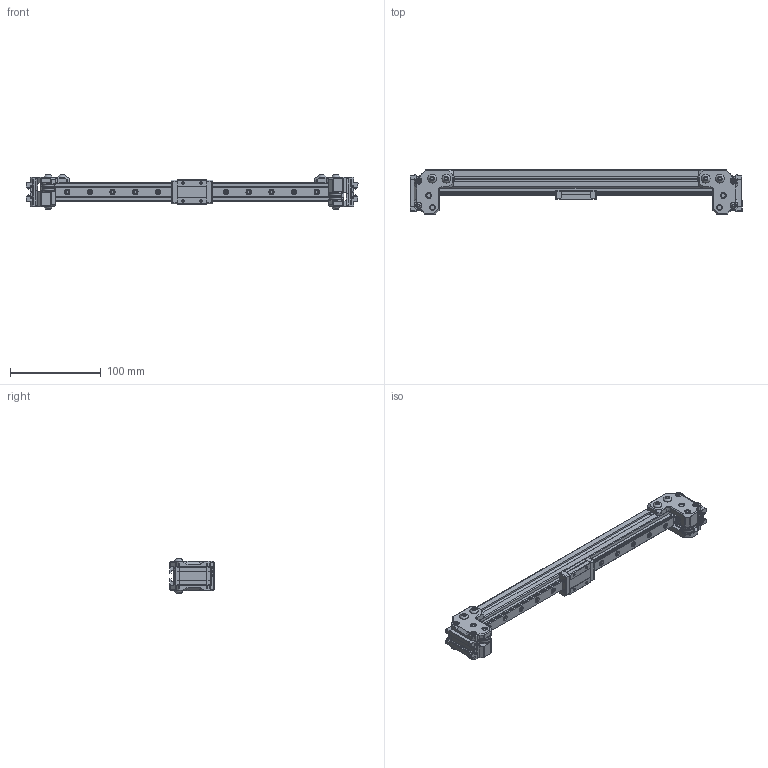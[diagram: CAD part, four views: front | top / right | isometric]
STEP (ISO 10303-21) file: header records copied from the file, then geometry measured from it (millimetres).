
FILE_DESCRIPTION(/* description */ ('','CAx-IF Rec.Pracs.---Representation and Presentation of Product Manufacturing Information (PMI)---4.0---2014-10-13'),/* implementation_level */ '2;1');
FILE_NAME(/* name */ '_1_Printed_6mm_2WD_X_axis.step',/* time_stamp */ '2025-01-28T16:46:35+01:00',/* author */ (''),/* organization */ (''),/* preprocessor_version */ 'ST-DEVELOPER v20',/* originating_system */ 'Autodesk Translation Framework v13.20.0.188',/* authorisation */ '');
FILE_SCHEMA (('AP242_MANAGED_MODEL_BASED_3D_ENGINEERING_MIM_LF { 1 0 10303 442 1 1 4 }'));
Products named in the file (30): _1_Printed_6mm_2WD_X_axis; _Printed_6mm_2WD_right_XY_joint; _Printed_6mm_2WD_XY_joint_motion; _GT2_20T_6mm_pulley_de-hubbed; Printed_6mm_2WD_XY_joint_right_a; Printed_6mm_2WD_XY_joint_right_b; _Printed_6mm_right_XY_joint_hardware; _Printed_6mm_2WD_left_XY_joint; Printed_6mm_2WD_XY_joint_left_a; Printed_6mm_2WD_XY_joint_left_b; _Printed_6mm_2WD_XY_joint_motion_1; Shim 1mm; _GT2_20T_6mm_pulley_de-hubbed_1; GT2 20T 6mm pulley de-hubbed; M4x2.5 set screw; Printed_spacer; _MGN9H; Shim 0.5mm; F695 flanged bearing; D5x30 smooth pin; _Printed_6mm_left_XY_joint_hardware; M5x10 BHCS; M3x30 BHCS; M3x6 BHCS; M3xD5x4 threaded insert; _HFSB5-2020-330; M5 2020 drop-in T-nut; _MGN12 rail - 300mm; _M3x8 SHCS; _MGN12H
Assembly tree (85 placements, depth 5):
  _1_Printed_6mm_2WD_X_axis
    _Printed_6mm_2WD_right_XY_joint
      _Printed_6mm_2WD_XY_joint_motion
        F695 flanged bearing  x4
        Shim 1mm
        _GT2_20T_6mm_pulley_de-hubbed
          GT2 20T 6mm pulley de-hubbed
          M4x2.5 set screw  x2
        Shim 0.5mm  x3
        D5x30 smooth pin  x2
        Printed_spacer
        _MGN9H
      Printed_6mm_2WD_XY_joint_right_a
      Printed_6mm_2WD_XY_joint_right_b
      _Printed_6mm_right_XY_joint_hardware
        M3x30 BHCS  x2
        M5x10 BHCS  x3
        M3x6 BHCS  x4
        M3xD5x4 threaded insert  x2
    _Printed_6mm_2WD_left_XY_joint
      Printed_6mm_2WD_XY_joint_left_a
      Printed_6mm_2WD_XY_joint_left_b
      _Printed_6mm_2WD_XY_joint_motion_1
        F695 flanged bearing  x4
        Shim 1mm
        _GT2_20T_6mm_pulley_de-hubbed_1
          GT2 20T 6mm pulley de-hubbed
          M4x2.5 set screw  x2
        Shim 0.5mm  x3
        D5x30 smooth pin  x2
        Printed_spacer
        _MGN9H
      _Printed_6mm_left_XY_joint_hardware
        M3x30 BHCS  x2
        M5x10 BHCS  x3
        M3x6 BHCS  x4
        M3xD5x4 threaded insert  x2
    _HFSB5-2020-330
      M5 2020 drop-in T-nut  x6
      _MGN12 rail - 300mm
        _M3x8 SHCS  x12
      _MGN12H
Bounding box: 366 x 49.24 x 37.5 mm (x, y, z)
Volume: 157131.1 mm3; surface area: 128108 mm2
Topology: 101 solids, 101 shells, 3533 faces, 8905 edges, 5722 vertices
Faces by surface type: plane 1619, cylinder 972, cone 501, bspline 371, torus 40, sphere 30
Full cylindrical faces by diameter (mm): 1.288 x10, 2.459 x8, 2.603 x8, 2.9 x4, 3 x40, 3.2 x8, 3.4 x8, 3.5 x12, 4 x2, 4.2 x19, 4.25 x4, 4.6 x4, 4.7 x4, 5 x28, 5.2 x4, 5.366 x4, 5.5 x12, 5.6 x4, 5.7 x12, 6 x24, 6.5 x16, 8 x14, 8.8 x2, 9.5 x6, 10 x4, 11.5 x16, 13 x8, 15 x8, 15.5 x4, 16 x4
Entity records: 67077 total; most frequent: CARTESIAN_POINT 16382, ORIENTED_EDGE 10462, DIRECTION 10437, EDGE_CURVE 5231, AXIS2_PLACEMENT_3D 3699, VERTEX_POINT 3381, LINE 3039, VECTOR 3039
